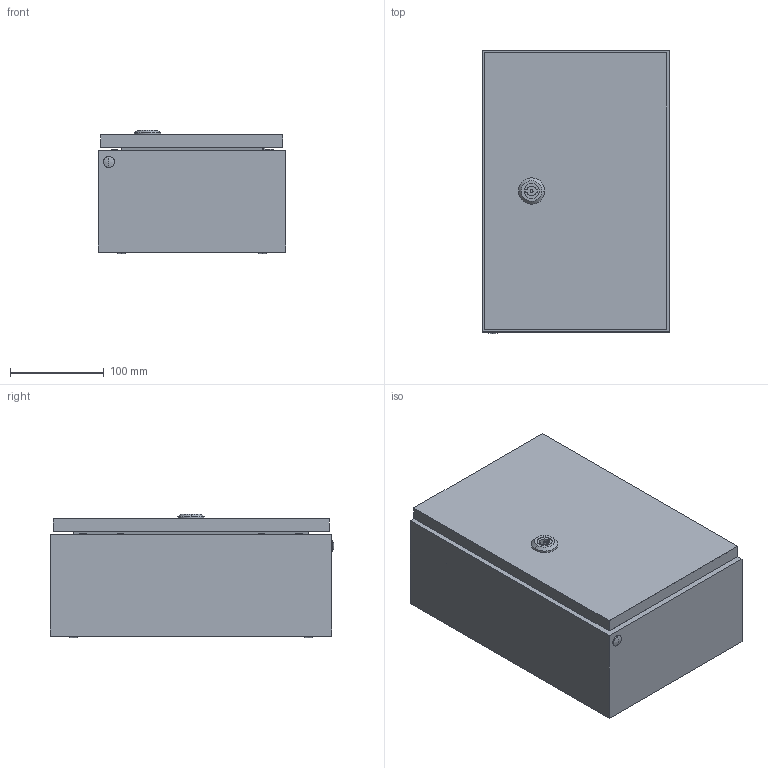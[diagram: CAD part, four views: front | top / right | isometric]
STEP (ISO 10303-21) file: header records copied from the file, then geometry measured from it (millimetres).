
FILE_DESCRIPTION (( 'STEP AP214' ), '1' );
FILE_NAME ('3331-2030-12-17.step', '2023-12-20T12:41:57', ( '' ), ( '' ), 'SwSTEP 2.0', 'SolidWorks 2019', '' );
FILE_SCHEMA (( 'AUTOMOTIVE_DESIGN' ));
Length unit declared in the file: millimetre
Products named in the file (5): Montageplatte_wg_0331-2030-00-13; Tuer_wg_3331-2030-00-97; Korpus_wg_2030-12; 3331-2030-12-17; Montageplattenbeipack_wg_2030
Assembly tree (4 placements, depth 2):
  3331-2030-12-17
    Korpus_wg_2030-12
    Tuer_wg_3331-2030-00-97
    Montageplatte_wg_0331-2030-00-13
    Montageplattenbeipack_wg_2030
Bounding box: 200 x 302 x 131.85 mm (x, y, z)
Volume: 480231 mm3; surface area: 644035.4 mm2
Topology: 20 solids, 24 shells, 1058 faces, 2625 edges, 1703 vertices
Faces by surface type: plane 578, cylinder 312, cone 130, sphere 18, bspline 16, torus 4
Entity records: 44014 total; most frequent: CARTESIAN_POINT 14607, DIRECTION 5285, ORIENTED_EDGE 5234, EDGE_CURVE 2617, AXIS2_PLACEMENT_3D 1907, VERTEX_POINT 1703, LINE 1471, VECTOR 1471
